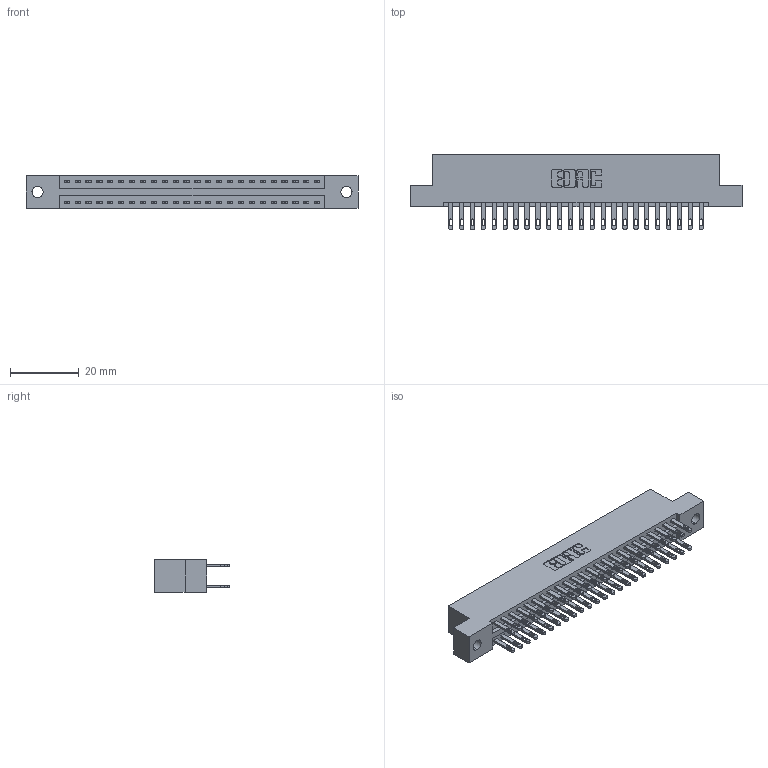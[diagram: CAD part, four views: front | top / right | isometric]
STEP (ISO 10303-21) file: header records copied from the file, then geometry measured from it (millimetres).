
FILE_DESCRIPTION (( 'STEP AP203' ), '1' );
FILE_NAME ('896-048-500-202.STEP', '2021-07-27T22:59:08', ( '' ), ( '' ), 'SwSTEP 2.0', 'SolidWorks 2020', '' );
FILE_SCHEMA (( 'CONFIG_CONTROL_DESIGN' ));
Length unit declared in the file: inch
Products named in the file (3): 345-292-001_345-293-100; 896-048-500-202; 846 Part_Flush Mounting Lugs - 0.128 Dia
Assembly tree (49 placements, depth 2):
  896-048-500-202
    846 Part_Flush Mounting Lugs - 0.128 Dia
    345-292-001_345-293-100  x48
Bounding box: 96.77 x 21.84 x 9.4 mm (x, y, z)
Volume: 9406.9 mm3; surface area: 12880.6 mm2
Topology: 49 solids, 49 shells, 2426 faces, 7385 edges, 4922 vertices
Faces by surface type: plane 1468, cylinder 958
Entity records: 18019 total; most frequent: CARTESIAN_POINT 2992, ORIENTED_EDGE 2926, DIRECTION 2691, EDGE_CURVE 1463, LINE 1231, VECTOR 1231, VERTEX_POINT 974, AXIS2_PLACEMENT_3D 730
